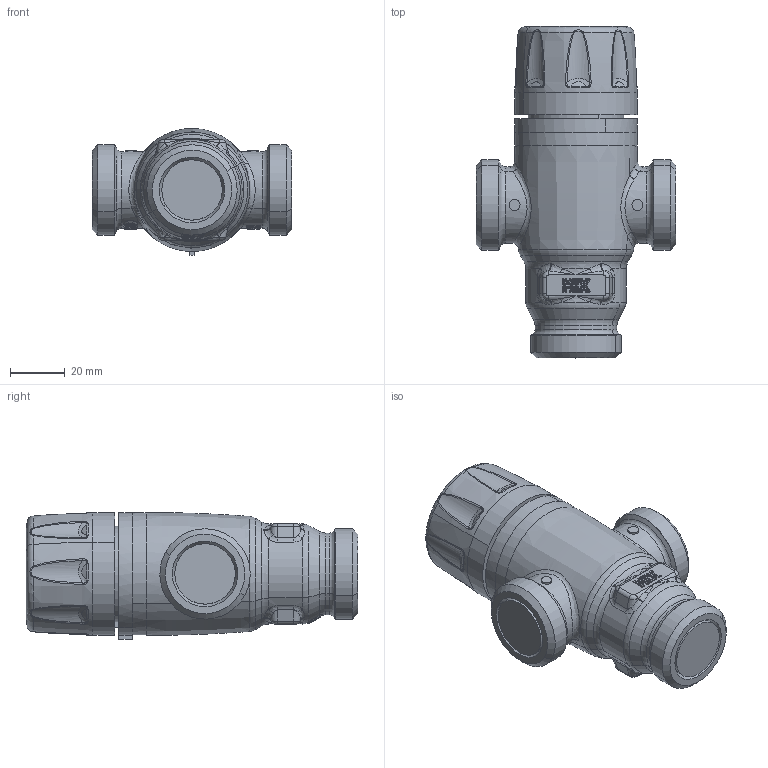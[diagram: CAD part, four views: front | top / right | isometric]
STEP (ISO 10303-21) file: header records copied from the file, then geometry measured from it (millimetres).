
FILE_DESCRIPTION(('CATIA V5 STEP Exchange'),'2;1');
FILE_NAME('521101A (STP).stp','2016-02-16T14:29:26+00:00',('none'),('none'),'Version 5-6 Release 2012','CATIA V5 STEP AP203','none');
FILE_SCHEMA(('CONFIG_CONTROL_DESIGN'));
Products named in the file (1): 521101A - TST
Bounding box: 73 x 121.55 x 46.5 mm (x, y, z)
Volume: 186249.4 mm3; surface area: 23854.6 mm2
Topology: 1 solids, 1 shells, 1207 faces, 2794 edges, 1495 vertices
Faces by surface type: bspline 500, cylinder 358, plane 159, sphere 70, cone 53, torus 47, revolution 20
Entity records: 66175 total; most frequent: CARTESIAN_POINT 44929, ORIENTED_EDGE 5342, EDGE_CURVE 2671, DIRECTION 2400, B_SPLINE_CURVE_WITH_KNOTS 1525, VERTEX_POINT 1495, EDGE_LOOP 1236, ADVANCED_FACE 1207
